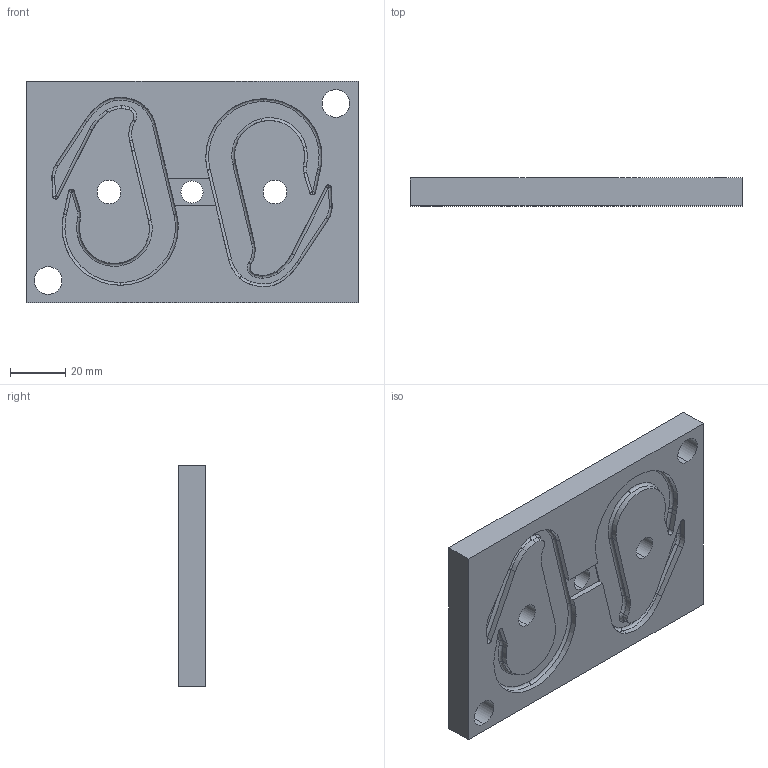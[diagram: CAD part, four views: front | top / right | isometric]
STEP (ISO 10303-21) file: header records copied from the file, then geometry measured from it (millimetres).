
FILE_DESCRIPTION (( 'STEP AP214' ), '1' );
FILE_NAME ('ARL-MOU01-02-B-COUVERCLE.STEP', '2023-02-15T16:08:38', ( 'T' ), ( 'F' ), 'SwSTEP 2.0', 'SolidWorks 2001340', '' );
FILE_SCHEMA (( 'AUTOMOTIVE_DESIGN' ));
Length unit declared in the file: millimetre
Products named in the file (1): ARL-MOU01-02-B-COUVERCLE
Bounding box: 120 x 10 x 80 mm (x, y, z)
Volume: 85772.1 mm3; surface area: 25609.8 mm2
Topology: 1 solids, 1 shells, 131 faces, 336 edges, 208 vertices
Faces by surface type: bspline 34, cone 32, plane 29, cylinder 28, torus 8
Entity records: 4627 total; most frequent: CARTESIAN_POINT 1544, ORIENTED_EDGE 672, DIRECTION 626, EDGE_CURVE 336, AXIS2_PLACEMENT_3D 242, VERTEX_POINT 208, CIRCLE 144, EDGE_LOOP 142
